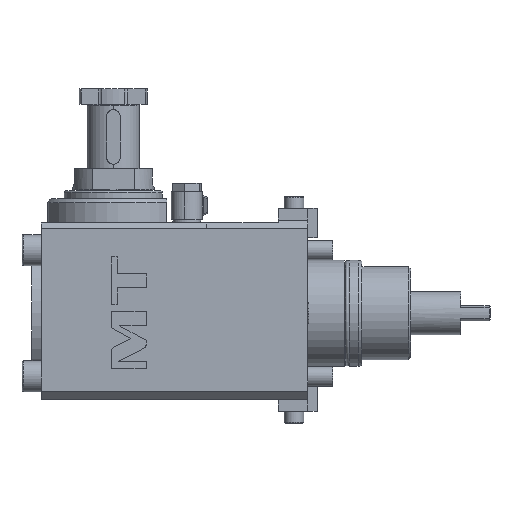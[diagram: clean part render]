
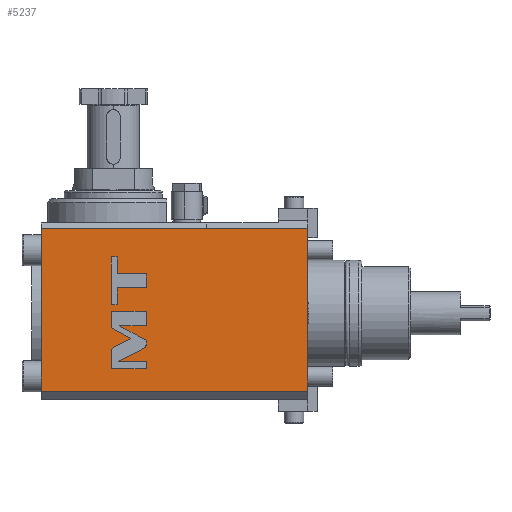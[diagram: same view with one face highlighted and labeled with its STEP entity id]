
A CAD part, front view. The second image highlights one B-rep face of the part: STEP entity #5237.
In plain terms, the highlighted planar face has unit normal (0, -1, 0).
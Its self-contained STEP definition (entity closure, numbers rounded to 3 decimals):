
#61=DIRECTION('',(1.,0.,0.));
#62=VECTOR('',#61,85.);
#63=CARTESIAN_POINT('',(-137.,-42.,43.5));
#64=LINE('',#63,#62);
#81=DIRECTION('',(0.,0.,-1.));
#82=VECTOR('',#81,0.046);
#83=CARTESIAN_POINT('',(-52.,-42.,43.546));
#84=LINE('',#83,#82);
#85=DIRECTION('',(1.,0.,0.));
#86=VECTOR('',#85,52.);
#87=CARTESIAN_POINT('',(-52.,-42.,43.546));
#88=LINE('',#87,#86);
#89=DIRECTION('',(0.888,0.,0.459));
#90=VECTOR('',#89,15.097);
#91=CARTESIAN_POINT('',(-97.582,-42.,-24.756));
#92=LINE('',#91,#90);
#93=CARTESIAN_POINT('',(-84.172,-42.,-17.822));
#94=CARTESIAN_POINT('',(-83.449,-42.,-17.448));
#95=CARTESIAN_POINT('',(-83.,-42.,-16.709));
#96=CARTESIAN_POINT('',(-83.,-42.,-15.895));
#98=DIRECTION('',(0.,0.,1.));
#99=VECTOR('',#98,1.878);
#100=CARTESIAN_POINT('',(-83.,-42.,-15.895));
#101=LINE('',#100,#99);
#102=DIRECTION('',(-0.877,0.,0.481));
#103=VECTOR('',#102,15.618);
#104=CARTESIAN_POINT('',(-83.,-42.,-14.017));
#105=LINE('',#104,#103);
#106=DIRECTION('',(1.,0.,0.));
#107=VECTOR('',#106,13.691);
#108=CARTESIAN_POINT('',(-96.691,-42.,-6.502));
#109=LINE('',#108,#107);
#110=DIRECTION('',(0.,0.,1.));
#111=VECTOR('',#110,7.574);
#112=CARTESIAN_POINT('',(-83.,-42.,-6.502));
#113=LINE('',#112,#111);
#114=DIRECTION('',(-1.,0.,0.));
#115=VECTOR('',#114,18.);
#116=CARTESIAN_POINT('',(-83.,-42.,1.073));
#117=LINE('',#116,#115);
#118=DIRECTION('',(0.,0.,-1.));
#119=VECTOR('',#118,8.539);
#120=CARTESIAN_POINT('',(-101.,-42.,1.073));
#121=LINE('',#120,#119);
#122=DIRECTION('',(0.877,0.,-0.481));
#123=VECTOR('',#122,11.413);
#124=CARTESIAN_POINT('',(-101.,-42.,-7.466));
#125=LINE('',#124,#123);
#126=DIRECTION('',(-0.888,0.,-0.459));
#127=VECTOR('',#126,9.943);
#128=CARTESIAN_POINT('',(-90.996,-42.,-12.958));
#129=LINE('',#128,#127);
#130=CARTESIAN_POINT('',(-99.828,-42.,-17.525));
#131=CARTESIAN_POINT('',(-100.551,-42.,-17.899));
#132=CARTESIAN_POINT('',(-101.,-42.,-18.637));
#133=CARTESIAN_POINT('',(-101.,-42.,-19.451));
#135=DIRECTION('',(0.,0.,-1.));
#136=VECTOR('',#135,9.049);
#137=CARTESIAN_POINT('',(-101.,-42.,-19.451));
#138=LINE('',#137,#136);
#139=DIRECTION('',(1.,0.,0.));
#140=VECTOR('',#139,18.);
#141=CARTESIAN_POINT('',(-101.,-42.,-28.5));
#142=LINE('',#141,#140);
#143=DIRECTION('',(0.,0.,1.));
#144=VECTOR('',#143,3.744);
#145=CARTESIAN_POINT('',(-83.,-42.,-28.5));
#146=LINE('',#145,#144);
#147=DIRECTION('',(-1.,0.,0.));
#148=VECTOR('',#147,14.582);
#149=CARTESIAN_POINT('',(-83.,-42.,-24.756));
#150=LINE('',#149,#148);
#151=DIRECTION('',(1.,0.,0.));
#152=VECTOR('',#151,14.935);
#153=CARTESIAN_POINT('',(-97.935,-42.,13.178));
#154=LINE('',#153,#152);
#155=DIRECTION('',(0.,0.,1.));
#156=VECTOR('',#155,7.13);
#157=CARTESIAN_POINT('',(-83.,-42.,13.178));
#158=LINE('',#157,#156);
#159=DIRECTION('',(-1.,0.,0.));
#160=VECTOR('',#159,14.935);
#161=CARTESIAN_POINT('',(-83.,-42.,20.309));
#162=LINE('',#161,#160);
#163=DIRECTION('',(0.,0.,1.));
#164=VECTOR('',#163,8.726);
#165=CARTESIAN_POINT('',(-97.935,-42.,20.309));
#166=LINE('',#165,#164);
#167=DIRECTION('',(-1.,0.,0.));
#168=VECTOR('',#167,3.065);
#169=CARTESIAN_POINT('',(-97.935,-42.,29.035));
#170=LINE('',#169,#168);
#171=DIRECTION('',(0.,0.,-1.));
#172=VECTOR('',#171,24.583);
#173=CARTESIAN_POINT('',(-101.,-42.,29.035));
#174=LINE('',#173,#172);
#175=DIRECTION('',(1.,0.,0.));
#176=VECTOR('',#175,3.065);
#177=CARTESIAN_POINT('',(-101.,-42.,4.452));
#178=LINE('',#177,#176);
#179=DIRECTION('',(0.,0.,1.));
#180=VECTOR('',#179,8.726);
#181=CARTESIAN_POINT('',(-97.935,-42.,4.452));
#182=LINE('',#181,#180);
#191=DIRECTION('',(1.,0.,0.));
#192=VECTOR('',#191,137.);
#193=CARTESIAN_POINT('',(-137.,-42.,-40.));
#194=LINE('',#193,#192);
#345=DIRECTION('',(0.,0.,-1.));
#346=VECTOR('',#345,83.5);
#347=CARTESIAN_POINT('',(-137.,-42.,43.5));
#348=LINE('',#347,#346);
#770=DIRECTION('',(0.,0.,-1.));
#771=VECTOR('',#770,83.546);
#772=CARTESIAN_POINT('',(0.,-42.,43.546));
#773=LINE('',#772,#771);
#4016=CARTESIAN_POINT('',(0.,-42.,43.546));
#4017=CARTESIAN_POINT('',(0.,-42.,-40.));
#4018=VERTEX_POINT('',#4016);
#4019=VERTEX_POINT('',#4017);
#4022=CARTESIAN_POINT('',(-52.,-42.,43.546));
#4023=VERTEX_POINT('',#4022);
#4198=CARTESIAN_POINT('',(-137.,-42.,43.5));
#4199=VERTEX_POINT('',#4198);
#4211=CARTESIAN_POINT('',(-137.,-42.,-40.));
#4213=VERTEX_POINT('',#4211);
#4224=CARTESIAN_POINT('',(-52.,-42.,43.5));
#4226=VERTEX_POINT('',#4224);
#4995=CARTESIAN_POINT('',(-97.582,-42.,-24.756));
#4996=VERTEX_POINT('',#4995);
#4997=CARTESIAN_POINT('',(-84.172,-42.,-17.822));
#4998=VERTEX_POINT('',#4997);
#4999=CARTESIAN_POINT('',(-83.,-42.,-15.895));
#5000=VERTEX_POINT('',#4999);
#5001=CARTESIAN_POINT('',(-83.,-42.,-14.017));
#5002=VERTEX_POINT('',#5001);
#5003=CARTESIAN_POINT('',(-96.691,-42.,-6.502));
#5004=VERTEX_POINT('',#5003);
#5005=CARTESIAN_POINT('',(-83.,-42.,-6.502));
#5006=VERTEX_POINT('',#5005);
#5007=CARTESIAN_POINT('',(-83.,-42.,1.073));
#5008=VERTEX_POINT('',#5007);
#5009=CARTESIAN_POINT('',(-101.,-42.,1.073));
#5010=VERTEX_POINT('',#5009);
#5011=CARTESIAN_POINT('',(-101.,-42.,-7.466));
#5012=VERTEX_POINT('',#5011);
#5013=CARTESIAN_POINT('',(-90.996,-42.,-12.958));
#5014=VERTEX_POINT('',#5013);
#5015=CARTESIAN_POINT('',(-99.828,-42.,-17.525));
#5016=VERTEX_POINT('',#5015);
#5017=CARTESIAN_POINT('',(-101.,-42.,-19.451));
#5018=VERTEX_POINT('',#5017);
#5019=CARTESIAN_POINT('',(-101.,-42.,-28.5));
#5020=VERTEX_POINT('',#5019);
#5021=CARTESIAN_POINT('',(-83.,-42.,-28.5));
#5022=VERTEX_POINT('',#5021);
#5023=CARTESIAN_POINT('',(-83.,-42.,-24.756));
#5024=VERTEX_POINT('',#5023);
#5025=CARTESIAN_POINT('',(-97.935,-42.,13.178));
#5026=VERTEX_POINT('',#5025);
#5027=CARTESIAN_POINT('',(-83.,-42.,13.178));
#5028=VERTEX_POINT('',#5027);
#5029=CARTESIAN_POINT('',(-83.,-42.,20.309));
#5030=VERTEX_POINT('',#5029);
#5031=CARTESIAN_POINT('',(-97.935,-42.,20.309));
#5032=VERTEX_POINT('',#5031);
#5033=CARTESIAN_POINT('',(-97.935,-42.,29.035));
#5034=VERTEX_POINT('',#5033);
#5035=CARTESIAN_POINT('',(-101.,-42.,29.035));
#5036=VERTEX_POINT('',#5035);
#5037=CARTESIAN_POINT('',(-101.,-42.,4.452));
#5038=VERTEX_POINT('',#5037);
#5039=CARTESIAN_POINT('',(-97.935,-42.,4.452));
#5040=VERTEX_POINT('',#5039);
#5171=CARTESIAN_POINT('',(-52.,-42.,48.));
#5172=DIRECTION('',(0.,1.,0.));
#5173=DIRECTION('',(0.,0.,-1.));
#5174=AXIS2_PLACEMENT_3D('',#5171,#5172,#5173);
#5175=PLANE('',#5174);
#5177=ORIENTED_EDGE('',*,*,#5176,.F.);
#5179=ORIENTED_EDGE('',*,*,#5178,.F.);
#5180=ORIENTED_EDGE('',*,*,#5150,.T.);
#5181=ORIENTED_EDGE('',*,*,#5166,.F.);
#5182=ORIENTED_EDGE('',*,*,#5124,.T.);
#5184=ORIENTED_EDGE('',*,*,#5183,.T.);
#5185=EDGE_LOOP('',(#5177,#5179,#5180,#5181,#5182,#5184));
#5186=FACE_OUTER_BOUND('',#5185,.F.);
#5188=ORIENTED_EDGE('',*,*,#5187,.T.);
#5190=ORIENTED_EDGE('',*,*,#5189,.T.);
#5192=ORIENTED_EDGE('',*,*,#5191,.T.);
#5194=ORIENTED_EDGE('',*,*,#5193,.T.);
#5196=ORIENTED_EDGE('',*,*,#5195,.T.);
#5198=ORIENTED_EDGE('',*,*,#5197,.T.);
#5200=ORIENTED_EDGE('',*,*,#5199,.T.);
#5202=ORIENTED_EDGE('',*,*,#5201,.T.);
#5204=ORIENTED_EDGE('',*,*,#5203,.T.);
#5206=ORIENTED_EDGE('',*,*,#5205,.T.);
#5208=ORIENTED_EDGE('',*,*,#5207,.T.);
#5210=ORIENTED_EDGE('',*,*,#5209,.T.);
#5212=ORIENTED_EDGE('',*,*,#5211,.T.);
#5214=ORIENTED_EDGE('',*,*,#5213,.T.);
#5216=ORIENTED_EDGE('',*,*,#5215,.T.);
#5217=EDGE_LOOP('',(#5188,#5190,#5192,#5194,#5196,#5198,#5200,#5202,#5204,#5206,
#5208,#5210,#5212,#5214,#5216));
#5218=FACE_BOUND('',#5217,.F.);
#5220=ORIENTED_EDGE('',*,*,#5219,.T.);
#5222=ORIENTED_EDGE('',*,*,#5221,.T.);
#5224=ORIENTED_EDGE('',*,*,#5223,.T.);
#5226=ORIENTED_EDGE('',*,*,#5225,.T.);
#5228=ORIENTED_EDGE('',*,*,#5227,.T.);
#5230=ORIENTED_EDGE('',*,*,#5229,.T.);
#5232=ORIENTED_EDGE('',*,*,#5231,.T.);
#5234=ORIENTED_EDGE('',*,*,#5233,.T.);
#5235=EDGE_LOOP('',(#5220,#5222,#5224,#5226,#5228,#5230,#5232,#5234));
#5236=FACE_BOUND('',#5235,.F.);
#5237=ADVANCED_FACE('',(#5186,#5218,#5236),#5175,.F.);
#97=B_SPLINE_CURVE_WITH_KNOTS('',3,(#93,#94,#95,#96),.UNSPECIFIED.,.F.,.F.,(4,
4),(0.,1.),.UNSPECIFIED.);
#134=B_SPLINE_CURVE_WITH_KNOTS('',3,(#130,#131,#132,#133),.UNSPECIFIED.,.F.,.F.,
(4,4),(0.,1.),.UNSPECIFIED.);
#5124=EDGE_CURVE('',#4023,#4018,#88,.T.);
#5150=EDGE_CURVE('',#4199,#4226,#64,.T.);
#5166=EDGE_CURVE('',#4023,#4226,#84,.T.);
#5176=EDGE_CURVE('',#4213,#4019,#194,.T.);
#5178=EDGE_CURVE('',#4199,#4213,#348,.T.);
#5183=EDGE_CURVE('',#4018,#4019,#773,.T.);
#5187=EDGE_CURVE('',#4996,#4998,#92,.T.);
#5189=EDGE_CURVE('',#4998,#5000,#97,.T.);
#5191=EDGE_CURVE('',#5000,#5002,#101,.T.);
#5193=EDGE_CURVE('',#5002,#5004,#105,.T.);
#5195=EDGE_CURVE('',#5004,#5006,#109,.T.);
#5197=EDGE_CURVE('',#5006,#5008,#113,.T.);
#5199=EDGE_CURVE('',#5008,#5010,#117,.T.);
#5201=EDGE_CURVE('',#5010,#5012,#121,.T.);
#5203=EDGE_CURVE('',#5012,#5014,#125,.T.);
#5205=EDGE_CURVE('',#5014,#5016,#129,.T.);
#5207=EDGE_CURVE('',#5016,#5018,#134,.T.);
#5209=EDGE_CURVE('',#5018,#5020,#138,.T.);
#5211=EDGE_CURVE('',#5020,#5022,#142,.T.);
#5213=EDGE_CURVE('',#5022,#5024,#146,.T.);
#5215=EDGE_CURVE('',#5024,#4996,#150,.T.);
#5219=EDGE_CURVE('',#5026,#5028,#154,.T.);
#5221=EDGE_CURVE('',#5028,#5030,#158,.T.);
#5223=EDGE_CURVE('',#5030,#5032,#162,.T.);
#5225=EDGE_CURVE('',#5032,#5034,#166,.T.);
#5227=EDGE_CURVE('',#5034,#5036,#170,.T.);
#5229=EDGE_CURVE('',#5036,#5038,#174,.T.);
#5231=EDGE_CURVE('',#5038,#5040,#178,.T.);
#5233=EDGE_CURVE('',#5040,#5026,#182,.T.);
